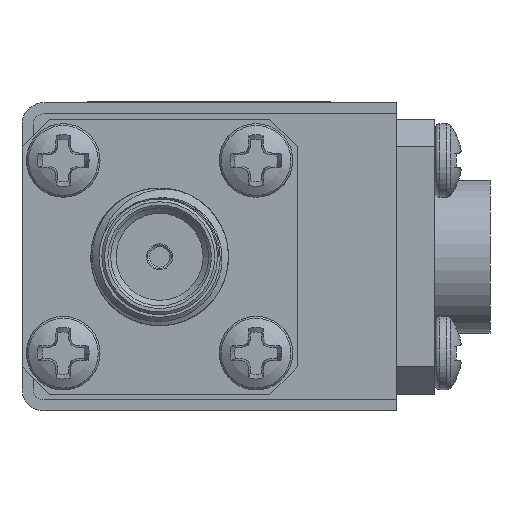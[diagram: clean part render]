
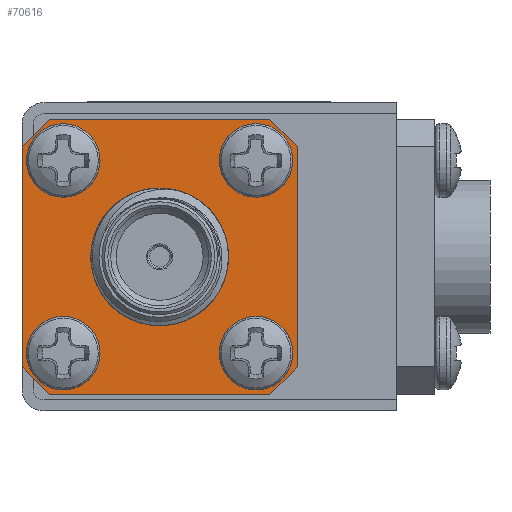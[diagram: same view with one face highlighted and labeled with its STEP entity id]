
A CAD part, left-side view. The second image highlights one B-rep face of the part: STEP entity #70616.
In plain terms, the highlighted planar face has unit normal (-1, 0, 0).
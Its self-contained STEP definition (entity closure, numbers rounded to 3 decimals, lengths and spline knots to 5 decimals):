
#569 = DIRECTION ( 'NONE',  ( 0., 1., 0. ) ) ;
#1624 = VERTEX_POINT ( 'NONE', #12665 ) ;
#1882 = CARTESIAN_POINT ( 'NONE',  ( -0.57, 0.20727, 0.175 ) ) ;
#1931 = DIRECTION ( 'NONE',  ( 0., -1., 0. ) ) ;
#1970 = EDGE_LOOP ( 'NONE', ( #37778 ) ) ;
#2241 = VERTEX_POINT ( 'NONE', #1882 ) ;
#3574 = VECTOR ( 'NONE', #40533, 39.37008 ) ;
#5778 = FACE_BOUND ( 'NONE', #1970, .T. ) ;
#6073 = VERTEX_POINT ( 'NONE', #28745 ) ;
#6141 = PLANE ( 'NONE',  #7526 ) ;
#6927 = VECTOR ( 'NONE', #25116, 39.37008 ) ;
#7211 = CARTESIAN_POINT ( 'NONE',  ( -0.57, -0.16, -0.2 ) ) ;
#7526 = AXIS2_PLACEMENT_3D ( 'NONE', #28456, #45207, #51499 ) ;
#9113 = EDGE_CURVE ( 'NONE', #6073, #6073, #41461, .T. ) ;
#9529 = CARTESIAN_POINT ( 'NONE',  ( -0.57, 0.34, -0.25 ) ) ;
#9717 = EDGE_LOOP ( 'NONE', ( #70220 ) ) ;
#10691 = EDGE_CURVE ( 'NONE', #42850, #1624, #31047, .T. ) ;
#11251 = ORIENTED_EDGE ( 'NONE', *, *, #63742, .T. ) ;
#11352 = FACE_BOUND ( 'NONE', #31002, .T. ) ;
#11715 = FACE_BOUND ( 'NONE', #9717, .T. ) ;
#12665 = CARTESIAN_POINT ( 'NONE',  ( -0.57, -0.16, 0.2 ) ) ;
#12948 = AXIS2_PLACEMENT_3D ( 'NONE', #60406, #42212, #20262 ) ;
#13213 = EDGE_CURVE ( 'NONE', #58484, #27682, #46912, .T. ) ;
#14298 = ORIENTED_EDGE ( 'NONE', *, *, #52903, .F. ) ;
#14858 = CARTESIAN_POINT ( 'NONE',  ( -0.57, -0.16, -0.2 ) ) ;
#15751 = EDGE_CURVE ( 'NONE', #57629, #72406, #46099, .T. ) ;
#16132 = CARTESIAN_POINT ( 'NONE',  ( -0.57, 0.34, 0.2 ) ) ;
#17226 = DIRECTION ( 'NONE',  ( 0., -1., 0. ) ) ;
#18064 = ORIENTED_EDGE ( 'NONE', *, *, #21702, .F. ) ;
#18410 = FACE_BOUND ( 'NONE', #71698, .T. ) ;
#19708 = EDGE_LOOP ( 'NONE', ( #60739, #29926, #45067, #11251, #56564, #55927, #42207, #36646 ) ) ;
#19744 = DIRECTION ( 'NONE',  ( 1., 0., 0. ) ) ;
#20028 = CARTESIAN_POINT ( 'NONE',  ( -0.57, -0.16, -0.25 ) ) ;
#20262 = DIRECTION ( 'NONE',  ( 0., -1., 0. ) ) ;
#20535 = VERTEX_POINT ( 'NONE', #70734 ) ;
#20770 = LINE ( 'NONE', #20028, #39940 ) ;
#21702 = EDGE_CURVE ( 'NONE', #20535, #20535, #26162, .T. ) ;
#21781 = DIRECTION ( 'NONE',  ( 0., -1., 0. ) ) ;
#23238 = EDGE_CURVE ( 'NONE', #59514, #42850, #65421, .T. ) ;
#24623 = AXIS2_PLACEMENT_3D ( 'NONE', #68899, #39923, #17226 ) ;
#24651 = DIRECTION ( 'NONE',  ( 0., 0.707, 0.707 ) ) ;
#25116 = DIRECTION ( 'NONE',  ( 0., 0., 1. ) ) ;
#25392 = VECTOR ( 'NONE', #66048, 39.37008 ) ;
#26162 = CIRCLE ( 'NONE', #41576, 0.05773 ) ;
#27481 = VERTEX_POINT ( 'NONE', #65779 ) ;
#27682 = VERTEX_POINT ( 'NONE', #32035 ) ;
#28456 = CARTESIAN_POINT ( 'NONE',  ( -0.57, 0.09, 0. ) ) ;
#28745 = CARTESIAN_POINT ( 'NONE',  ( -0.57, 0.20727, -0.175 ) ) ;
#29345 = CARTESIAN_POINT ( 'NONE',  ( -0.57, 0.34, 0.2 ) ) ;
#29799 = DIRECTION ( 'NONE',  ( -1., 0., 0. ) ) ;
#29926 = ORIENTED_EDGE ( 'NONE', *, *, #23238, .T. ) ;
#30872 = DIRECTION ( 'NONE',  ( 0., -0.707, -0.707 ) ) ;
#31002 = EDGE_LOOP ( 'NONE', ( #55943 ) ) ;
#31047 = LINE ( 'NONE', #47092, #6927 ) ;
#31067 = EDGE_CURVE ( 'NONE', #60689, #60689, #54964, .T. ) ;
#31714 = CIRCLE ( 'NONE', #24623, 0.05773 ) ;
#32035 = CARTESIAN_POINT ( 'NONE',  ( -0.57, 0.29, -0.25 ) ) ;
#33218 = EDGE_CURVE ( 'NONE', #72406, #58484, #37447, .T. ) ;
#33652 = VECTOR ( 'NONE', #569, 39.37008 ) ;
#36646 = ORIENTED_EDGE ( 'NONE', *, *, #13213, .T. ) ;
#37105 = CARTESIAN_POINT ( 'NONE',  ( -0.57, -0.11, -0.25 ) ) ;
#37447 = LINE ( 'NONE', #9529, #25392 ) ;
#37778 = ORIENTED_EDGE ( 'NONE', *, *, #31067, .T. ) ;
#37981 = EDGE_CURVE ( 'NONE', #27682, #59514, #20770, .T. ) ;
#39923 = DIRECTION ( 'NONE',  ( -1., 0., 0. ) ) ;
#39940 = VECTOR ( 'NONE', #42711, 39.37008 ) ;
#40533 = DIRECTION ( 'NONE',  ( 0., 0.707, -0.707 ) ) ;
#41461 = CIRCLE ( 'NONE', #12948, 0.05773 ) ;
#41576 = AXIS2_PLACEMENT_3D ( 'NONE', #56694, #50397, #21781 ) ;
#41679 = CARTESIAN_POINT ( 'NONE',  ( -0.57, 0.29, 0.25 ) ) ;
#42065 = CARTESIAN_POINT ( 'NONE',  ( -0.57, 0.29, -0.25 ) ) ;
#42207 = ORIENTED_EDGE ( 'NONE', *, *, #33218, .T. ) ;
#42212 = DIRECTION ( 'NONE',  ( -1., 0., 0. ) ) ;
#42711 = DIRECTION ( 'NONE',  ( 0., -1., 0. ) ) ;
#42850 = VERTEX_POINT ( 'NONE', #7211 ) ;
#45067 = ORIENTED_EDGE ( 'NONE', *, *, #10691, .T. ) ;
#45207 = DIRECTION ( 'NONE',  ( 1., 0., 0. ) ) ;
#46099 = LINE ( 'NONE', #29345, #3574 ) ;
#46561 = CARTESIAN_POINT ( 'NONE',  ( -0.57, 0.265, 0.175 ) ) ;
#46667 = FACE_OUTER_BOUND ( 'NONE', #19708, .T. ) ;
#46912 = LINE ( 'NONE', #42065, #52423 ) ;
#47092 = CARTESIAN_POINT ( 'NONE',  ( -0.57, -0.16, -0.25 ) ) ;
#48230 = AXIS2_PLACEMENT_3D ( 'NONE', #46561, #29799, #1931 ) ;
#50397 = DIRECTION ( 'NONE',  ( -1., 0., 0. ) ) ;
#50623 = CARTESIAN_POINT ( 'NONE',  ( -0.57, 0.09, -0.115 ) ) ;
#51499 = DIRECTION ( 'NONE',  ( 0., 1., 0. ) ) ;
#51550 = VERTEX_POINT ( 'NONE', #70278 ) ;
#52288 = VECTOR ( 'NONE', #60600, 39.37008 ) ;
#52423 = VECTOR ( 'NONE', #30872, 39.37008 ) ;
#52626 = CARTESIAN_POINT ( 'NONE',  ( -0.57, 0.34, -0.2 ) ) ;
#52903 = EDGE_CURVE ( 'NONE', #2241, #2241, #54164, .T. ) ;
#53257 = LINE ( 'NONE', #70370, #56507 ) ;
#54164 = CIRCLE ( 'NONE', #48230, 0.05773 ) ;
#54964 = CIRCLE ( 'NONE', #59740, 0.115 ) ;
#55927 = ORIENTED_EDGE ( 'NONE', *, *, #15751, .T. ) ;
#55943 = ORIENTED_EDGE ( 'NONE', *, *, #66407, .F. ) ;
#56507 = VECTOR ( 'NONE', #24651, 39.37008 ) ;
#56564 = ORIENTED_EDGE ( 'NONE', *, *, #70636, .T. ) ;
#56694 = CARTESIAN_POINT ( 'NONE',  ( -0.57, -0.085, 0.175 ) ) ;
#57629 = VERTEX_POINT ( 'NONE', #41679 ) ;
#58173 = LINE ( 'NONE', #67875, #33652 ) ;
#58484 = VERTEX_POINT ( 'NONE', #52626 ) ;
#59514 = VERTEX_POINT ( 'NONE', #37105 ) ;
#59740 = AXIS2_PLACEMENT_3D ( 'NONE', #64715, #19744, #65084 ) ;
#60406 = CARTESIAN_POINT ( 'NONE',  ( -0.57, 0.265, -0.175 ) ) ;
#60600 = DIRECTION ( 'NONE',  ( 0., -0.707, 0.707 ) ) ;
#60689 = VERTEX_POINT ( 'NONE', #50623 ) ;
#60739 = ORIENTED_EDGE ( 'NONE', *, *, #37981, .T. ) ;
#63742 = EDGE_CURVE ( 'NONE', #1624, #51550, #53257, .T. ) ;
#64715 = CARTESIAN_POINT ( 'NONE',  ( -0.57, 0.09, 0. ) ) ;
#65084 = DIRECTION ( 'NONE',  ( 0., 0., -1. ) ) ;
#65421 = LINE ( 'NONE', #14858, #52288 ) ;
#65779 = CARTESIAN_POINT ( 'NONE',  ( -0.57, -0.14273, -0.175 ) ) ;
#65993 = EDGE_LOOP ( 'NONE', ( #18064 ) ) ;
#66048 = DIRECTION ( 'NONE',  ( 0., 0., -1. ) ) ;
#66407 = EDGE_CURVE ( 'NONE', #27481, #27481, #31714, .T. ) ;
#67875 = CARTESIAN_POINT ( 'NONE',  ( -0.57, -0.16, 0.25 ) ) ;
#68899 = CARTESIAN_POINT ( 'NONE',  ( -0.57, -0.085, -0.175 ) ) ;
#69334 = FACE_BOUND ( 'NONE', #65993, .T. ) ;
#70220 = ORIENTED_EDGE ( 'NONE', *, *, #9113, .F. ) ;
#70278 = CARTESIAN_POINT ( 'NONE',  ( -0.57, -0.11, 0.25 ) ) ;
#70370 = CARTESIAN_POINT ( 'NONE',  ( -0.57, -0.11, 0.25 ) ) ;
#70616 = ADVANCED_FACE ( 'NONE', ( #46667, #5778, #11352, #69334, #11715, #18410 ), #6141, .F. ) ;
#70636 = EDGE_CURVE ( 'NONE', #51550, #57629, #58173, .T. ) ;
#70734 = CARTESIAN_POINT ( 'NONE',  ( -0.57, -0.14273, 0.175 ) ) ;
#71698 = EDGE_LOOP ( 'NONE', ( #14298 ) ) ;
#72406 = VERTEX_POINT ( 'NONE', #16132 ) ;
